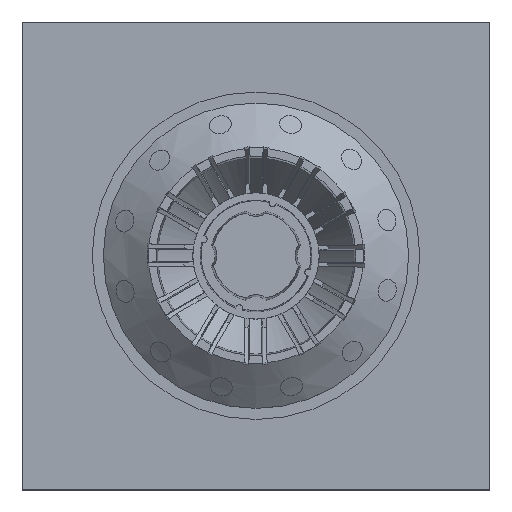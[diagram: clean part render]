
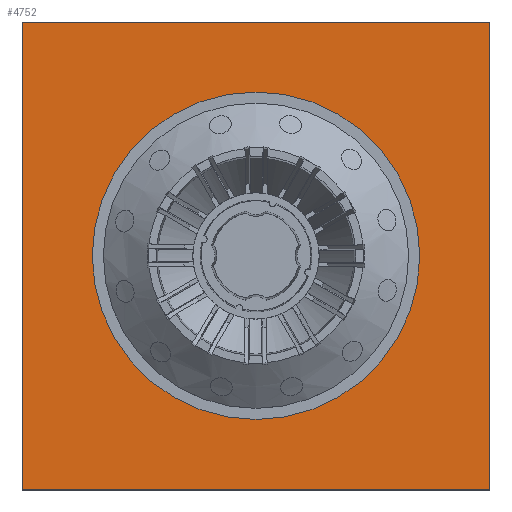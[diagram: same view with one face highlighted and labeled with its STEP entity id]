
A CAD part, top view. The second image highlights one B-rep face of the part: STEP entity #4752.
In plain terms, the highlighted planar face has unit normal (0, 0, 1).
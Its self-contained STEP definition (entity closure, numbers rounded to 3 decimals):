
#534=FACE_BOUND('',#1087,.T.);
#553=CIRCLE('',#5048,35.);
#793=FACE_OUTER_BOUND('',#1086,.T.);
#1086=EDGE_LOOP('',(#3246,#3247,#3248,#3249));
#1087=EDGE_LOOP('',(#3250));
#1398=LINE('',#6880,#1770);
#1399=LINE('',#6882,#1771);
#1400=LINE('',#6884,#1772);
#1401=LINE('',#6885,#1773);
#1770=VECTOR('',#5536,10.);
#1771=VECTOR('',#5537,10.);
#1772=VECTOR('',#5538,10.);
#1773=VECTOR('',#5539,10.);
#2142=VERTEX_POINT('',#6878);
#2143=VERTEX_POINT('',#6879);
#2144=VERTEX_POINT('',#6881);
#2145=VERTEX_POINT('',#6883);
#2146=VERTEX_POINT('',#6886);
#2558=EDGE_CURVE('',#2142,#2143,#1398,.T.);
#2559=EDGE_CURVE('',#2143,#2144,#1399,.T.);
#2560=EDGE_CURVE('',#2144,#2145,#1400,.T.);
#2561=EDGE_CURVE('',#2145,#2142,#1401,.T.);
#2562=EDGE_CURVE('',#2146,#2146,#553,.T.);
#3246=ORIENTED_EDGE('',*,*,#2558,.T.);
#3247=ORIENTED_EDGE('',*,*,#2559,.T.);
#3248=ORIENTED_EDGE('',*,*,#2560,.T.);
#3249=ORIENTED_EDGE('',*,*,#2561,.T.);
#3250=ORIENTED_EDGE('',*,*,#2562,.F.);
#4622=PLANE('',#5047);
#4752=ADVANCED_FACE('',(#793,#534),#4622,.T.);
#5047=AXIS2_PLACEMENT_3D('',#6877,#5534,#5535);
#5048=AXIS2_PLACEMENT_3D('',#6887,#5540,#5541);
#5534=DIRECTION('center_axis',(0.,0.,1.));
#5535=DIRECTION('ref_axis',(1.,0.,0.));
#5536=DIRECTION('',(0.,1.,0.));
#5537=DIRECTION('',(-1.,0.,0.));
#5538=DIRECTION('',(0.,-1.,0.));
#5539=DIRECTION('',(1.,0.,0.));
#5540=DIRECTION('center_axis',(0.,0.,1.));
#5541=DIRECTION('ref_axis',(1.,0.,0.));
#6877=CARTESIAN_POINT('Origin',(0.,0.,-4.));
#6878=CARTESIAN_POINT('',(50.,-50.,-4.));
#6879=CARTESIAN_POINT('',(50.,50.,-4.));
#6880=CARTESIAN_POINT('',(50.,-25.,-4.));
#6881=CARTESIAN_POINT('',(-50.,50.,-4.));
#6882=CARTESIAN_POINT('',(25.,50.,-4.));
#6883=CARTESIAN_POINT('',(-50.,-50.,-4.));
#6884=CARTESIAN_POINT('',(-50.,25.,-4.));
#6885=CARTESIAN_POINT('',(-25.,-50.,-4.));
#6886=CARTESIAN_POINT('',(0.,-34.973,-4.));
#6887=CARTESIAN_POINT('Origin',(0.,0.027,-4.));
